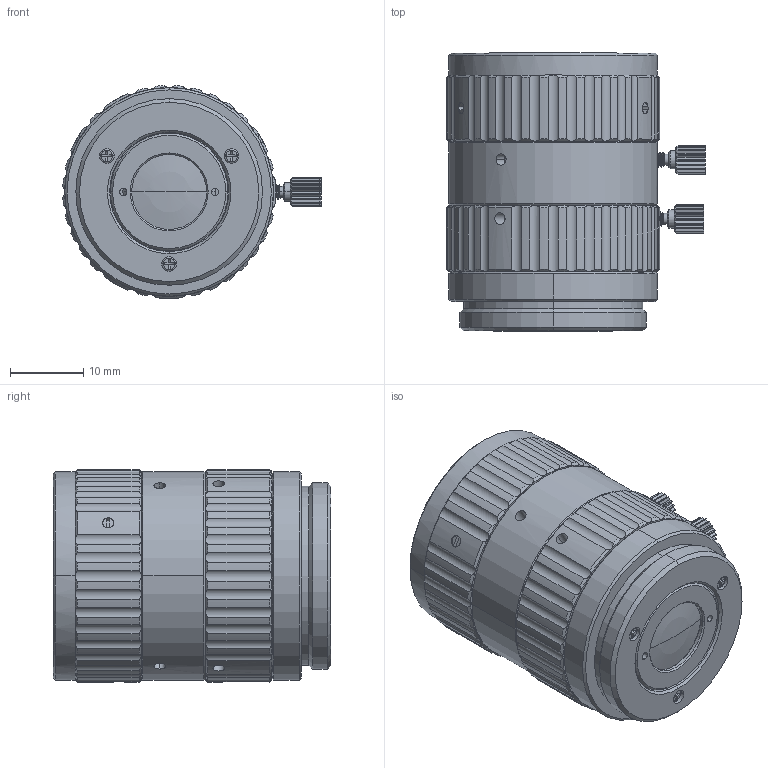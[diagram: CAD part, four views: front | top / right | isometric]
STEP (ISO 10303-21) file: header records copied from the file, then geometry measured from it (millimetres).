
FILE_DESCRIPTION(('FreeCAD Model'),'2;1');
FILE_NAME('Open CASCADE Shape Model','2025-01-21T10:29:38',('Author'),( ''),'Open CASCADE STEP processor 7.8','FreeCAD','Unknown');
FILE_SCHEMA(('AUTOMOTIVE_DESIGN { 1 0 10303 214 1 1 1 1 }'));
Length unit declared in the file: millimetre
Products named in the file (19): VA-LCM-10MP-25MM-F2.8-015; MSBR-64; MSBR-63; MSBR-62; MSBR-61; MSBR-60; MSBR-59; MSBR-58; MSBR-57; MSBR-56; MSBR-55; MSBR-54; MSBR-53; MSBR-52; MSBR-51; MSBR-48; MSBR-6; MSBR-5; MSBR-1
Assembly tree (18 placements, depth 2):
  VA-LCM-10MP-25MM-F2.8-015
    MSBR-64
    MSBR-63
    MSBR-62
    MSBR-61
    MSBR-60
    MSBR-59
    MSBR-58
    MSBR-57
    MSBR-56
    MSBR-55
    MSBR-54
    MSBR-53
    MSBR-52
    MSBR-51
    MSBR-48
    MSBR-6
    MSBR-5
    MSBR-1
Bounding box: 35.18 x 37.8 x 28.98 mm (x, y, z)
Volume: 12712.4 mm3; surface area: 18050.8 mm2
Topology: 18 solids, 18 shells, 973 faces, 2488 edges, 1570 vertices
Faces by surface type: cylinder 386, cone 331, plane 218, bspline 18, torus 12, sphere 8
Entity records: 36836 total; most frequent: CARTESIAN_POINT 12908, DIRECTION 4982, ORIENTED_EDGE 4960, EDGE_CURVE 2480, AXIS2_PLACEMENT_3D 2066, VERTEX_POINT 1570, CIRCLE 1092, FACE_BOUND 1056
